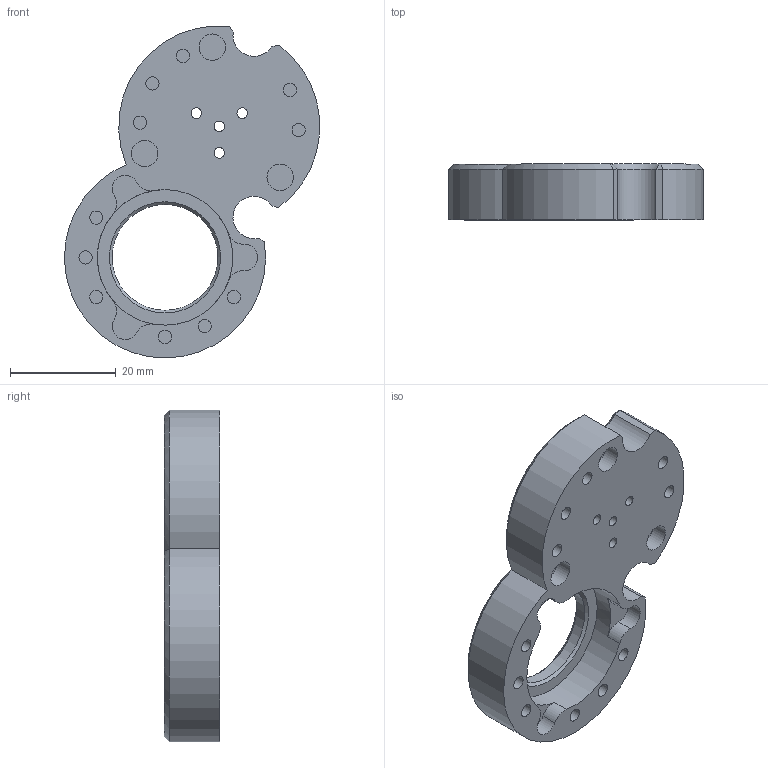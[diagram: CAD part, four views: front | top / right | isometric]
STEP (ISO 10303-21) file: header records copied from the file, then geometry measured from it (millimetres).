
FILE_DESCRIPTION(/* description */ (''),/* implementation_level */ '2;1');
FILE_NAME(/* name */ 'Tube.step',/* time_stamp */ '2022-02-01T21:01:24+01:00',/* author */ (''),/* organization */ (''),/* preprocessor_version */ 'ST-DEVELOPER v18.1',/* originating_system */ 'Autodesk Translation Framework v10.13.0.1454',/* authorisation */ '');
FILE_SCHEMA (('AUTOMOTIVE_DESIGN { 1 0 10303 214 3 1 1 }'));
Length unit declared in the file: millimetre
Products named in the file (1): Tube
Bounding box: 48.17 x 10.5 x 62.7 mm (x, y, z)
Volume: 15105 mm3; surface area: 7131.8 mm2
Topology: 1 solids, 1 shells, 69 faces, 145 edges, 93 vertices
Faces by surface type: cylinder 34, plane 28, cone 7
Full cylindrical faces by diameter (mm): 2 x4, 2.5 x11, 5 x3, 20 x1, 25.6 x1
Entity records: 1934 total; most frequent: DIRECTION 357, CARTESIAN_POINT 335, ORIENTED_EDGE 290, AXIS2_PLACEMENT_3D 151, EDGE_CURVE 145, EDGE_LOOP 94, VERTEX_POINT 93, CIRCLE 81
